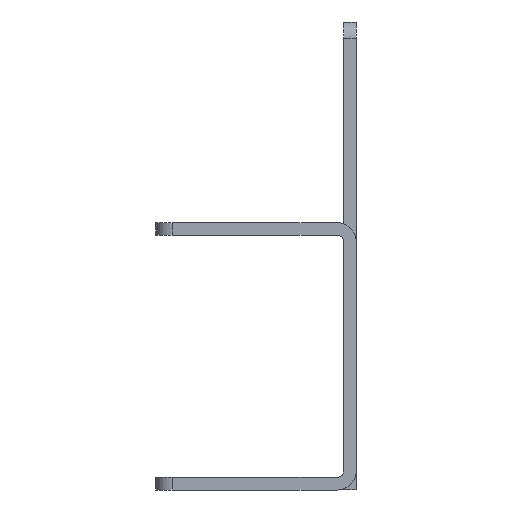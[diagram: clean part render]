
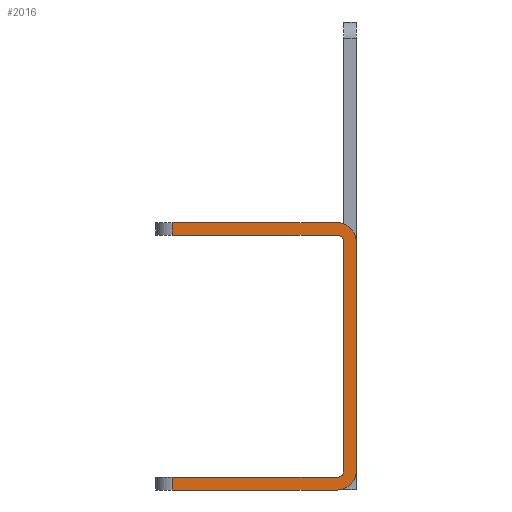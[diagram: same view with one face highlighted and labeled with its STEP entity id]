
A CAD part, left-side view. The second image highlights one B-rep face of the part: STEP entity #2016.
In plain terms, the highlighted planar face has unit normal (-1, 0, 0).
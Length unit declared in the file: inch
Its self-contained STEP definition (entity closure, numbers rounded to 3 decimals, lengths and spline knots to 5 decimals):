
#2 = EDGE_CURVE ( 'NONE', #1822, #2985, #870, .T. ) ;
#10 = DIRECTION ( 'NONE',  ( 0., 1., 0. ) ) ;
#36 = CARTESIAN_POINT ( 'NONE',  ( -7.75, 1.375, -1. ) ) ;
#53 = LINE ( 'NONE', #2027, #3362 ) ;
#60 = CARTESIAN_POINT ( 'NONE',  ( -7.75, 0.143, 0.857 ) ) ;
#62 = ORIENTED_EDGE ( 'NONE', *, *, #2563, .F. ) ;
#101 = CARTESIAN_POINT ( 'NONE',  ( -7.75, 1.375, -1. ) ) ;
#140 = VECTOR ( 'NONE', #2542, 39.37008 ) ;
#143 = DIRECTION ( 'NONE',  ( 0., 0., -1. ) ) ;
#156 = DIRECTION ( 'NONE',  ( -1., 0., 0. ) ) ;
#161 = CARTESIAN_POINT ( 'NONE',  ( -7.75, 1.375, 1. ) ) ;
#190 = EDGE_CURVE ( 'NONE', #294, #1822, #2565, .T. ) ;
#245 = ORIENTED_EDGE ( 'NONE', *, *, #190, .F. ) ;
#251 = FACE_OUTER_BOUND ( 'NONE', #2189, .T. ) ;
#294 = VERTEX_POINT ( 'NONE', #161 ) ;
#321 = ORIENTED_EDGE ( 'NONE', *, *, #2979, .F. ) ;
#497 = VERTEX_POINT ( 'NONE', #1698 ) ;
#552 = EDGE_CURVE ( 'NONE', #556, #2985, #1717, .T. ) ;
#556 = VERTEX_POINT ( 'NONE', #2872 ) ;
#585 = AXIS2_PLACEMENT_3D ( 'NONE', #2904, #666, #1784 ) ;
#624 = EDGE_CURVE ( 'NONE', #1724, #1291, #53, .T. ) ;
#666 = DIRECTION ( 'NONE',  ( 1., 0., 0. ) ) ;
#674 = ORIENTED_EDGE ( 'NONE', *, *, #1518, .F. ) ;
#680 = DIRECTION ( 'NONE',  ( 0., -1., 0. ) ) ;
#717 = CARTESIAN_POINT ( 'NONE',  ( -7.75, 1.375, 0.905 ) ) ;
#748 = ORIENTED_EDGE ( 'NONE', *, *, #3485, .F. ) ;
#757 = EDGE_CURVE ( 'NONE', #2469, #1951, #1322, .T. ) ;
#776 = CARTESIAN_POINT ( 'NONE',  ( -7.75, 0.095, -0.857 ) ) ;
#835 = PLANE ( 'NONE',  #865 ) ;
#865 = AXIS2_PLACEMENT_3D ( 'NONE', #3102, #3409, #1401 ) ;
#870 = CIRCLE ( 'NONE', #1736, 0.143 ) ;
#889 = DIRECTION ( 'NONE',  ( -1., 0., 0. ) ) ;
#959 = CARTESIAN_POINT ( 'NONE',  ( -7.75, 0.095, -0.905 ) ) ;
#1093 = VECTOR ( 'NONE', #1511, 39.37008 ) ;
#1169 = DIRECTION ( 'NONE',  ( 1., 0., 0. ) ) ;
#1240 = DIRECTION ( 'NONE',  ( 0., 0., 1. ) ) ;
#1291 = VERTEX_POINT ( 'NONE', #717 ) ;
#1322 = LINE ( 'NONE', #3235, #2959 ) ;
#1401 = DIRECTION ( 'NONE',  ( 0., 0., -1. ) ) ;
#1449 = VERTEX_POINT ( 'NONE', #776 ) ;
#1471 = DIRECTION ( 'NONE',  ( 0., 0., 1. ) ) ;
#1496 = ORIENTED_EDGE ( 'NONE', *, *, #552, .T. ) ;
#1511 = DIRECTION ( 'NONE',  ( 0., -1., 0. ) ) ;
#1518 = EDGE_CURVE ( 'NONE', #497, #2469, #1737, .T. ) ;
#1585 = VECTOR ( 'NONE', #2918, 39.37008 ) ;
#1631 = VERTEX_POINT ( 'NONE', #2548 ) ;
#1635 = ORIENTED_EDGE ( 'NONE', *, *, #2, .F. ) ;
#1698 = CARTESIAN_POINT ( 'NONE',  ( -7.75, 0.143, -1. ) ) ;
#1717 = LINE ( 'NONE', #3408, #140 ) ;
#1724 = VERTEX_POINT ( 'NONE', #2069 ) ;
#1736 = AXIS2_PLACEMENT_3D ( 'NONE', #60, #1169, #1471 ) ;
#1737 = LINE ( 'NONE', #2588, #2303 ) ;
#1751 = EDGE_CURVE ( 'NONE', #1631, #1449, #1785, .T. ) ;
#1784 = DIRECTION ( 'NONE',  ( 0., 0., -1. ) ) ;
#1785 = CIRCLE ( 'NONE', #3281, 0.048 ) ;
#1822 = VERTEX_POINT ( 'NONE', #2475 ) ;
#1949 = ORIENTED_EDGE ( 'NONE', *, *, #757, .F. ) ;
#1951 = VERTEX_POINT ( 'NONE', #2155 ) ;
#1982 = VECTOR ( 'NONE', #680, 39.37008 ) ;
#2016 = ADVANCED_FACE ( 'NONE', ( #251 ), #835, .F. ) ;
#2027 = CARTESIAN_POINT ( 'NONE',  ( -7.75, 0.095, 0.905 ) ) ;
#2069 = CARTESIAN_POINT ( 'NONE',  ( -7.75, 0.143, 0.905 ) ) ;
#2123 = CARTESIAN_POINT ( 'NONE',  ( -7.75, 0.095, 1. ) ) ;
#2155 = CARTESIAN_POINT ( 'NONE',  ( -7.75, 1.375, -0.905 ) ) ;
#2168 = ORIENTED_EDGE ( 'NONE', *, *, #2945, .F. ) ;
#2189 = EDGE_LOOP ( 'NONE', ( #1949, #674, #748, #1496, #1635, #245, #321, #2367, #2168, #62, #2574, #2341 ) ) ;
#2303 = VECTOR ( 'NONE', #10, 39.37008 ) ;
#2309 = EDGE_CURVE ( 'NONE', #1951, #1631, #3276, .T. ) ;
#2341 = ORIENTED_EDGE ( 'NONE', *, *, #2309, .F. ) ;
#2367 = ORIENTED_EDGE ( 'NONE', *, *, #624, .F. ) ;
#2421 = AXIS2_PLACEMENT_3D ( 'NONE', #2650, #889, #3188 ) ;
#2469 = VERTEX_POINT ( 'NONE', #101 ) ;
#2475 = CARTESIAN_POINT ( 'NONE',  ( -7.75, 0.143, 1. ) ) ;
#2542 = DIRECTION ( 'NONE',  ( 0., 0., 1. ) ) ;
#2548 = CARTESIAN_POINT ( 'NONE',  ( -7.75, 0.143, -0.905 ) ) ;
#2563 = EDGE_CURVE ( 'NONE', #1449, #3283, #2884, .T. ) ;
#2565 = LINE ( 'NONE', #2123, #1982 ) ;
#2567 = VECTOR ( 'NONE', #2704, 39.37008 ) ;
#2574 = ORIENTED_EDGE ( 'NONE', *, *, #1751, .F. ) ;
#2588 = CARTESIAN_POINT ( 'NONE',  ( -7.75, 0.095, -1. ) ) ;
#2615 = CARTESIAN_POINT ( 'NONE',  ( -7.75, 0., 0.857 ) ) ;
#2650 = CARTESIAN_POINT ( 'NONE',  ( -7.75, 0.143, 0.857 ) ) ;
#2704 = DIRECTION ( 'NONE',  ( 0., 0., 1. ) ) ;
#2798 = CIRCLE ( 'NONE', #585, 0.143 ) ;
#2872 = CARTESIAN_POINT ( 'NONE',  ( -7.75, 0., -0.857 ) ) ;
#2884 = LINE ( 'NONE', #3313, #2567 ) ;
#2886 = DIRECTION ( 'NONE',  ( 0., 1., 0. ) ) ;
#2904 = CARTESIAN_POINT ( 'NONE',  ( -7.75, 0.143, -0.857 ) ) ;
#2918 = DIRECTION ( 'NONE',  ( 0., 0., 1. ) ) ;
#2945 = EDGE_CURVE ( 'NONE', #3283, #1724, #3100, .T. ) ;
#2959 = VECTOR ( 'NONE', #1240, 39.37008 ) ;
#2979 = EDGE_CURVE ( 'NONE', #1291, #294, #3264, .T. ) ;
#2985 = VERTEX_POINT ( 'NONE', #2615 ) ;
#3006 = CARTESIAN_POINT ( 'NONE',  ( -7.75, 0.143, -0.857 ) ) ;
#3100 = CIRCLE ( 'NONE', #2421, 0.048 ) ;
#3102 = CARTESIAN_POINT ( 'NONE',  ( -7.75, 0.095, -1. ) ) ;
#3188 = DIRECTION ( 'NONE',  ( 0., 0., 1. ) ) ;
#3235 = CARTESIAN_POINT ( 'NONE',  ( -7.75, 1.375, -1. ) ) ;
#3264 = LINE ( 'NONE', #36, #1585 ) ;
#3276 = LINE ( 'NONE', #959, #1093 ) ;
#3281 = AXIS2_PLACEMENT_3D ( 'NONE', #3006, #156, #143 ) ;
#3283 = VERTEX_POINT ( 'NONE', #3657 ) ;
#3313 = CARTESIAN_POINT ( 'NONE',  ( -7.75, 0.095, -1. ) ) ;
#3362 = VECTOR ( 'NONE', #2886, 39.37008 ) ;
#3408 = CARTESIAN_POINT ( 'NONE',  ( -7.75, 0., -1. ) ) ;
#3409 = DIRECTION ( 'NONE',  ( 1., 0., 0. ) ) ;
#3485 = EDGE_CURVE ( 'NONE', #556, #497, #2798, .T. ) ;
#3657 = CARTESIAN_POINT ( 'NONE',  ( -7.75, 0.095, 0.857 ) ) ;
